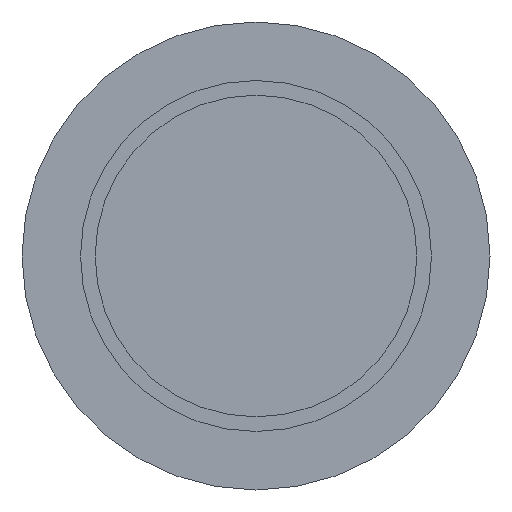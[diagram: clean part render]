
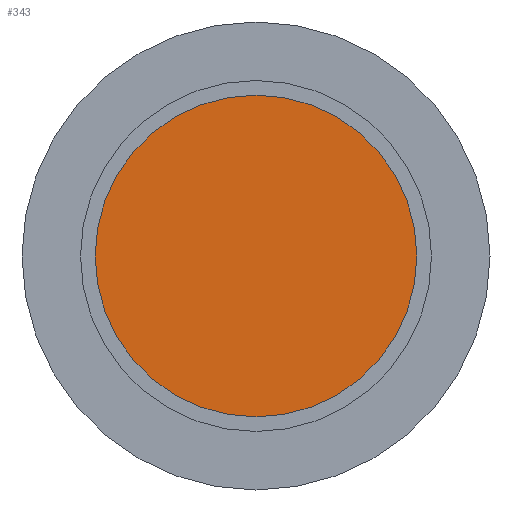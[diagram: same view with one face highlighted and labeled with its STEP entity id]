
A CAD part, front view. The second image highlights one B-rep face of the part: STEP entity #343.
In plain terms, the highlighted planar face has unit normal (0, -1, 0).
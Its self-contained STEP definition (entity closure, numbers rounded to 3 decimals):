
#3 = VERTEX_POINT ( 'NONE', #75 ) ;
#15 = ORIENTED_EDGE ( 'NONE', *, *, #324, .T. ) ;
#39 = DIRECTION ( 'NONE',  ( 1., 0., 0. ) ) ;
#65 = EDGE_LOOP ( 'NONE', ( #455, #15 ) ) ;
#66 = EDGE_CURVE ( 'NONE', #3, #472, #469, .T. ) ;
#71 = DIRECTION ( 'NONE',  ( 1., 0., 0. ) ) ;
#75 = CARTESIAN_POINT ( 'NONE',  ( 5.5, 0., 0. ) ) ;
#106 = DIRECTION ( 'NONE',  ( 0., -1., 0. ) ) ;
#107 = PLANE ( 'NONE',  #339 ) ;
#225 = CARTESIAN_POINT ( 'NONE',  ( 0., 0., 0. ) ) ;
#254 = CIRCLE ( 'NONE', #457, 5.5 ) ;
#261 = DIRECTION ( 'NONE',  ( 1., 0., 0. ) ) ;
#263 = CARTESIAN_POINT ( 'NONE',  ( 0., 0., 0. ) ) ;
#314 = CARTESIAN_POINT ( 'NONE',  ( -5.5, 0., 0. ) ) ;
#324 = EDGE_CURVE ( 'NONE', #472, #3, #254, .T. ) ;
#339 = AXIS2_PLACEMENT_3D ( 'NONE', #263, #412, #71 ) ;
#343 = ADVANCED_FACE ( 'NONE', ( #446 ), #107, .T. ) ;
#378 = DIRECTION ( 'NONE',  ( 0., -1., 0. ) ) ;
#408 = AXIS2_PLACEMENT_3D ( 'NONE', #225, #378, #39 ) ;
#412 = DIRECTION ( 'NONE',  ( 0., -1., 0. ) ) ;
#444 = CARTESIAN_POINT ( 'NONE',  ( 0., 0., 0. ) ) ;
#446 = FACE_OUTER_BOUND ( 'NONE', #65, .T. ) ;
#455 = ORIENTED_EDGE ( 'NONE', *, *, #66, .T. ) ;
#457 = AXIS2_PLACEMENT_3D ( 'NONE', #444, #106, #261 ) ;
#469 = CIRCLE ( 'NONE', #408, 5.5 ) ;
#472 = VERTEX_POINT ( 'NONE', #314 ) ;
